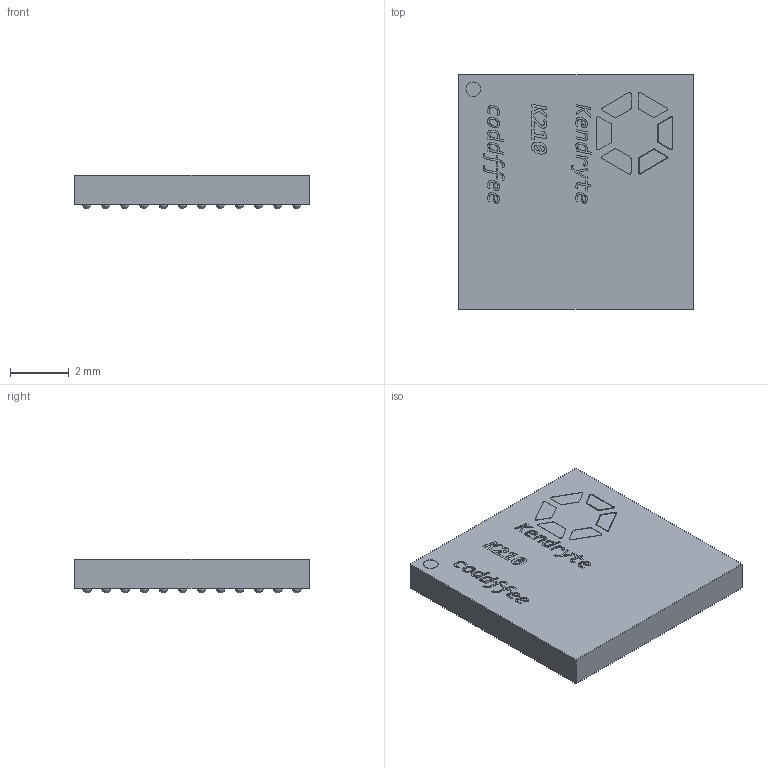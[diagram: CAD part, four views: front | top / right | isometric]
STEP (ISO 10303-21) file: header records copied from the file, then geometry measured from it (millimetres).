
FILE_DESCRIPTION (( 'STEP AP214' ), '1' );
FILE_NAME ('K210.STEP', '2022-04-15T11:44:06', ( '' ), ( '' ), 'SwSTEP 2.0', 'SolidWorks 2019', '' );
FILE_SCHEMA (( 'AUTOMOTIVE_DESIGN' ));
Length unit declared in the file: millimetre
Products named in the file (1): K210
Bounding box: 8 x 8 x 1.15 mm (x, y, z)
Volume: 65 mm3; surface area: 170.9 mm2
Topology: 1 solids, 1 shells, 525 faces, 1596 edges, 1112 vertices
Faces by surface type: plane 209, sphere 144, bspline 135, cylinder 37
Entity records: 24869 total; most frequent: CARTESIAN_POINT 10673, ORIENTED_EDGE 2616, DIRECTION 2182, EDGE_CURVE 1308, VERTEX_POINT 968, AXIS2_PLACEMENT_3D 753, EDGE_LOOP 708, LINE 676
